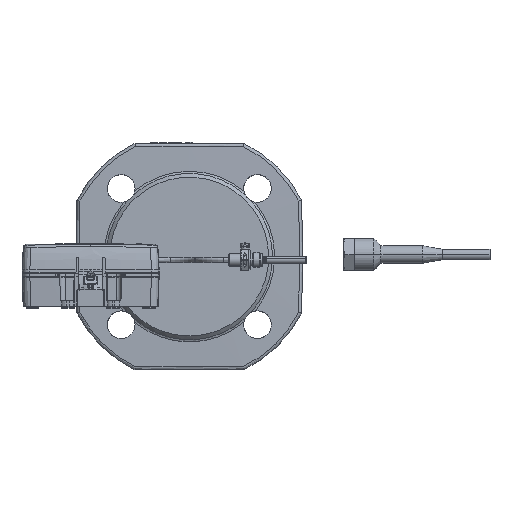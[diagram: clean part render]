
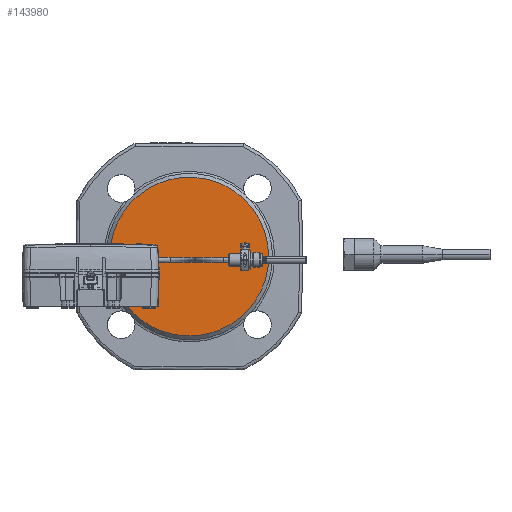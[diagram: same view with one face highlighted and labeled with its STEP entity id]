
A CAD part, left-side view. The second image highlights one B-rep face of the part: STEP entity #143980.
In plain terms, the highlighted planar face has unit normal (-1, 0, 0).
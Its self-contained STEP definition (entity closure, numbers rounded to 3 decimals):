
#143915=CARTESIAN_POINT('Axis2P3D Location',(-47.797,181.479,-147.112)) ;
#143921=CARTESIAN_POINT('Control Point',(-47.797,48.496,-73.5)) ;
#143922=CARTESIAN_POINT('Control Point',(-47.797,48.496,-68.578)) ;
#143923=CARTESIAN_POINT('Control Point',(-47.797,49.084,-63.656)) ;
#143924=CARTESIAN_POINT('Control Point',(-47.797,50.26,-58.827)) ;
#143925=CARTESIAN_POINT('Control Point',(-47.797,53.743,-49.545)) ;
#143926=CARTESIAN_POINT('Control Point',(-47.797,59.314,-41.344)) ;
#143927=CARTESIAN_POINT('Control Point',(-47.797,62.579,-37.597)) ;
#143928=CARTESIAN_POINT('Control Point',(-47.797,69.94,-30.956)) ;
#143929=CARTESIAN_POINT('Control Point',(-47.797,78.659,-26.236)) ;
#143930=CARTESIAN_POINT('Control Point',(-47.797,83.281,-24.41)) ;
#143931=CARTESIAN_POINT('Control Point',(-47.797,92.872,-21.898)) ;
#143932=CARTESIAN_POINT('Control Point',(-47.797,102.784,-21.716)) ;
#143933=CARTESIAN_POINT('Control Point',(-47.797,107.728,-22.22)) ;
#143934=CARTESIAN_POINT('Control Point',(-47.797,117.4,-24.4)) ;
#143935=CARTESIAN_POINT('Control Point',(-47.797,126.286,-28.797)) ;
#143936=CARTESIAN_POINT('Control Point',(-47.797,130.444,-31.518)) ;
#143937=CARTESIAN_POINT('Control Point',(-47.797,138.03,-37.901)) ;
#143938=CARTESIAN_POINT('Control Point',(-47.797,143.899,-45.892)) ;
#143939=CARTESIAN_POINT('Control Point',(-47.797,146.34,-50.221)) ;
#143940=CARTESIAN_POINT('Control Point',(-47.797,149.333,-57.43)) ;
#143941=CARTESIAN_POINT('Control Point',(-47.797,150.922,-65.034)) ;
#143942=CARTESIAN_POINT('Control Point',(-47.797,151.31,-67.844)) ;
#143943=CARTESIAN_POINT('Control Point',(-47.797,151.504,-70.672)) ;
#143944=CARTESIAN_POINT('Control Point',(-47.797,151.504,-73.5)) ;
#143945=CARTESIAN_POINT('Vertex',(-47.797,48.496,-73.5)) ;
#143947=CARTESIAN_POINT('Vertex',(-47.797,151.504,-73.5)) ;
#143951=CARTESIAN_POINT('Control Point',(-47.797,151.504,-73.5)) ;
#143952=CARTESIAN_POINT('Control Point',(-47.797,151.504,-78.422)) ;
#143953=CARTESIAN_POINT('Control Point',(-47.797,150.916,-83.344)) ;
#143954=CARTESIAN_POINT('Control Point',(-47.797,149.74,-88.173)) ;
#143955=CARTESIAN_POINT('Control Point',(-47.797,146.257,-97.455)) ;
#143956=CARTESIAN_POINT('Control Point',(-47.797,140.686,-105.656)) ;
#143957=CARTESIAN_POINT('Control Point',(-47.797,137.421,-109.403)) ;
#143958=CARTESIAN_POINT('Control Point',(-47.797,130.06,-116.044)) ;
#143959=CARTESIAN_POINT('Control Point',(-47.797,121.341,-120.764)) ;
#143960=CARTESIAN_POINT('Control Point',(-47.797,116.719,-122.59)) ;
#143961=CARTESIAN_POINT('Control Point',(-47.797,107.128,-125.102)) ;
#143962=CARTESIAN_POINT('Control Point',(-47.797,97.216,-125.284)) ;
#143963=CARTESIAN_POINT('Control Point',(-47.797,92.272,-124.78)) ;
#143964=CARTESIAN_POINT('Control Point',(-47.797,82.6,-122.6)) ;
#143965=CARTESIAN_POINT('Control Point',(-47.797,73.714,-118.203)) ;
#143966=CARTESIAN_POINT('Control Point',(-47.797,69.556,-115.482)) ;
#143967=CARTESIAN_POINT('Control Point',(-47.797,61.97,-109.099)) ;
#143968=CARTESIAN_POINT('Control Point',(-47.797,56.101,-101.108)) ;
#143969=CARTESIAN_POINT('Control Point',(-47.797,53.66,-96.779)) ;
#143970=CARTESIAN_POINT('Control Point',(-47.797,50.667,-89.57)) ;
#143971=CARTESIAN_POINT('Control Point',(-47.797,49.078,-81.966)) ;
#143972=CARTESIAN_POINT('Control Point',(-47.797,48.69,-79.156)) ;
#143973=CARTESIAN_POINT('Control Point',(-47.797,48.496,-76.328)) ;
#143974=CARTESIAN_POINT('Control Point',(-47.797,48.496,-73.5)) ;
#143916=DIRECTION('Axis2P3D Direction',(1.,0.,0.)) ;
#143917=DIRECTION('Axis2P3D XDirection',(0.,1.,0.)) ;
#143918=AXIS2_PLACEMENT_3D('Plane Axis2P3D',#143915,#143916,#143917) ;
#143919=PLANE('',#143918) ;
#143949=EDGE_CURVE('',#143946,#143948,#143920,.T.) ;
#143975=EDGE_CURVE('',#143948,#143946,#143950,.T.) ;
#143977=ORIENTED_EDGE('',*,*,#143949,.T.) ;
#143978=ORIENTED_EDGE('',*,*,#143975,.T.) ;
#143976=EDGE_LOOP('',(#143977,#143978)) ;
#143946=VERTEX_POINT('',#143945) ;
#143948=VERTEX_POINT('',#143947) ;
#143980=ADVANCED_FACE('750709 - TST',(#143979),#143919,.F.) ;
#143920=B_SPLINE_CURVE_WITH_KNOTS('',5,(#143921,#143922,#143923,#143924,#143925,#143926,#143927,#143928,#143929,#143930,#143931,#143932,#143933,#143934,#143935,#143936,#143937,#143938,#143939,#143940,#143941,#143942,#143943,#143944),.UNSPECIFIED.,.F.,.U.,(6,3,3,3,3,3,3,6),(0.,34.804,69.609,104.413,139.218,174.022,208.827,228.824),.UNSPECIFIED.) ;
#143950=B_SPLINE_CURVE_WITH_KNOTS('',5,(#143951,#143952,#143953,#143954,#143955,#143956,#143957,#143958,#143959,#143960,#143961,#143962,#143963,#143964,#143965,#143966,#143967,#143968,#143969,#143970,#143971,#143972,#143973,#143974),.UNSPECIFIED.,.F.,.U.,(6,3,3,3,3,3,3,6),(0.,34.804,69.609,104.413,139.218,174.022,208.827,228.824),.UNSPECIFIED.) ;
#143979=FACE_OUTER_BOUND('',#143976,.T.) ;
